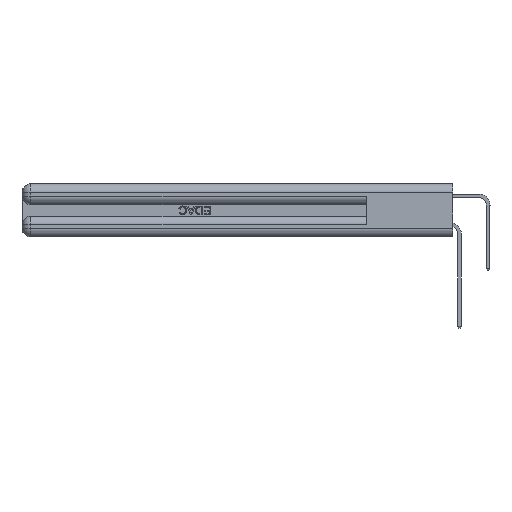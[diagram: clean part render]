
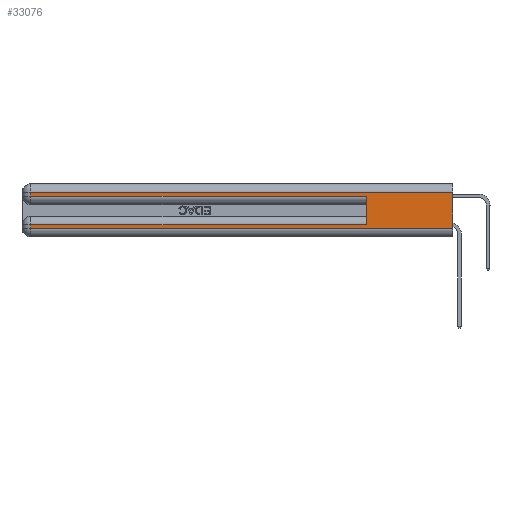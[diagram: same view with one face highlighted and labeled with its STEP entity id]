
A CAD part, left-side view. The second image highlights one B-rep face of the part: STEP entity #33076.
In plain terms, the highlighted planar face has unit normal (-1, 0, 0).
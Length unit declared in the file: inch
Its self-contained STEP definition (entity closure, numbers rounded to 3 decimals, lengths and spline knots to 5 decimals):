
#678 = CARTESIAN_POINT ( 'NONE',  ( 0., 0.6, 0.085 ) ) ;
#769 = EDGE_CURVE ( 'NONE', #31685, #28947, #15445, .T. ) ;
#3192 = CARTESIAN_POINT ( 'NONE',  ( 0., 0., 0.085 ) ) ;
#3941 = CARTESIAN_POINT ( 'NONE',  ( 0., 0., 0.37 ) ) ;
#4165 = DIRECTION ( 'NONE',  ( 0., 0., -1. ) ) ;
#4508 = CARTESIAN_POINT ( 'NONE',  ( 0., 2.94, 0.37 ) ) ;
#5742 = CARTESIAN_POINT ( 'NONE',  ( 0., 0.6, 0.145 ) ) ;
#6982 = ORIENTED_EDGE ( 'NONE', *, *, #32493, .F. ) ;
#8086 = LINE ( 'NONE', #5742, #30123 ) ;
#8912 = CARTESIAN_POINT ( 'NONE',  ( 0., 0., 0.37 ) ) ;
#10108 = ORIENTED_EDGE ( 'NONE', *, *, #769, .T. ) ;
#12513 = CARTESIAN_POINT ( 'NONE',  ( 0., 2.94, 0.06 ) ) ;
#12667 = VECTOR ( 'NONE', #15136, 39.37008 ) ;
#13721 = ORIENTED_EDGE ( 'NONE', *, *, #38777, .T. ) ;
#14462 = CARTESIAN_POINT ( 'NONE',  ( 0., 0., 0.06 ) ) ;
#14538 = DIRECTION ( 'NONE',  ( 0., 0., -1. ) ) ;
#14659 = LINE ( 'NONE', #18355, #39638 ) ;
#14666 = EDGE_CURVE ( 'NONE', #32761, #31685, #26466, .T. ) ;
#15136 = DIRECTION ( 'NONE',  ( 0., 1., 0. ) ) ;
#15249 = ORIENTED_EDGE ( 'NONE', *, *, #25575, .T. ) ;
#15445 = LINE ( 'NONE', #4508, #40417 ) ;
#17846 = LINE ( 'NONE', #30314, #41830 ) ;
#18355 = CARTESIAN_POINT ( 'NONE',  ( 0., 0., 0.285 ) ) ;
#18978 = DIRECTION ( 'NONE',  ( 0., 0., 1. ) ) ;
#21860 = ORIENTED_EDGE ( 'NONE', *, *, #24854, .F. ) ;
#22074 = DIRECTION ( 'NONE',  ( 0., 0., -1. ) ) ;
#22730 = CARTESIAN_POINT ( 'NONE',  ( 0., 0., 0.06 ) ) ;
#22891 = DIRECTION ( 'NONE',  ( 0., 1., 0. ) ) ;
#23230 = LINE ( 'NONE', #22730, #39552 ) ;
#23438 = AXIS2_PLACEMENT_3D ( 'NONE', #8912, #41619, #22074 ) ;
#23742 = CARTESIAN_POINT ( 'NONE',  ( 0., 2.94, 0.085 ) ) ;
#24437 = ORIENTED_EDGE ( 'NONE', *, *, #14666, .T. ) ;
#24854 = EDGE_CURVE ( 'NONE', #41293, #34189, #28107, .T. ) ;
#25575 = EDGE_CURVE ( 'NONE', #41769, #32124, #17846, .T. ) ;
#25980 = DIRECTION ( 'NONE',  ( 0., -1., 0. ) ) ;
#26466 = LINE ( 'NONE', #3192, #34191 ) ;
#27980 = CARTESIAN_POINT ( 'NONE',  ( 0., 0.6, 0.285 ) ) ;
#28107 = LINE ( 'NONE', #3941, #35809 ) ;
#28540 = EDGE_LOOP ( 'NONE', ( #21860, #40221, #15249, #13721, #6982, #24437, #10108, #40264 ) ) ;
#28947 = VERTEX_POINT ( 'NONE', #12513 ) ;
#28999 = CARTESIAN_POINT ( 'NONE',  ( 0., 2.94, 0.31 ) ) ;
#30123 = VECTOR ( 'NONE', #18978, 39.37008 ) ;
#30220 = DIRECTION ( 'NONE',  ( 0., 0., -1. ) ) ;
#30314 = CARTESIAN_POINT ( 'NONE',  ( 0., 2.94, 0.37 ) ) ;
#30901 = CARTESIAN_POINT ( 'NONE',  ( 0., 0., 0.31 ) ) ;
#31685 = VERTEX_POINT ( 'NONE', #23742 ) ;
#32124 = VERTEX_POINT ( 'NONE', #39273 ) ;
#32493 = EDGE_CURVE ( 'NONE', #32761, #41573, #8086, .T. ) ;
#32761 = VERTEX_POINT ( 'NONE', #678 ) ;
#33076 = ADVANCED_FACE ( 'NONE', ( #33655 ), #38338, .F. ) ;
#33655 = FACE_OUTER_BOUND ( 'NONE', #28540, .T. ) ;
#34189 = VERTEX_POINT ( 'NONE', #14462 ) ;
#34191 = VECTOR ( 'NONE', #22891, 39.37008 ) ;
#34667 = DIRECTION ( 'NONE',  ( 0., -1., 0. ) ) ;
#34698 = CARTESIAN_POINT ( 'NONE',  ( 0., 0., 0.31 ) ) ;
#35809 = VECTOR ( 'NONE', #30220, 39.37008 ) ;
#37678 = LINE ( 'NONE', #34698, #12667 ) ;
#37892 = EDGE_CURVE ( 'NONE', #41293, #41769, #37678, .T. ) ;
#38338 = PLANE ( 'NONE',  #23438 ) ;
#38777 = EDGE_CURVE ( 'NONE', #32124, #41573, #14659, .T. ) ;
#39273 = CARTESIAN_POINT ( 'NONE',  ( 0., 2.94, 0.285 ) ) ;
#39552 = VECTOR ( 'NONE', #25980, 39.37008 ) ;
#39638 = VECTOR ( 'NONE', #34667, 39.37008 ) ;
#39692 = EDGE_CURVE ( 'NONE', #28947, #34189, #23230, .T. ) ;
#40221 = ORIENTED_EDGE ( 'NONE', *, *, #37892, .T. ) ;
#40264 = ORIENTED_EDGE ( 'NONE', *, *, #39692, .T. ) ;
#40417 = VECTOR ( 'NONE', #14538, 39.37008 ) ;
#41293 = VERTEX_POINT ( 'NONE', #30901 ) ;
#41573 = VERTEX_POINT ( 'NONE', #27980 ) ;
#41619 = DIRECTION ( 'NONE',  ( 1., 0., 0. ) ) ;
#41769 = VERTEX_POINT ( 'NONE', #28999 ) ;
#41830 = VECTOR ( 'NONE', #4165, 39.37008 ) ;
